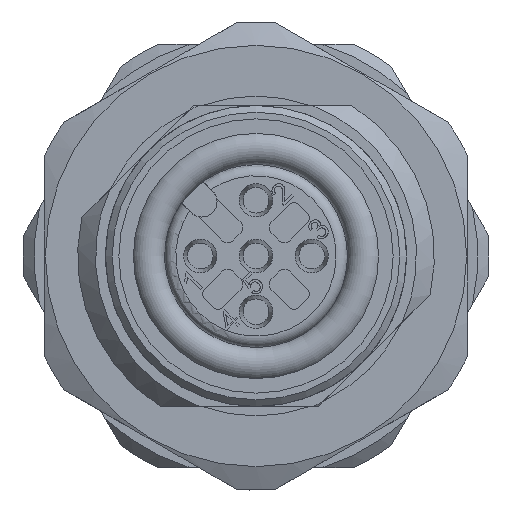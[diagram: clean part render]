
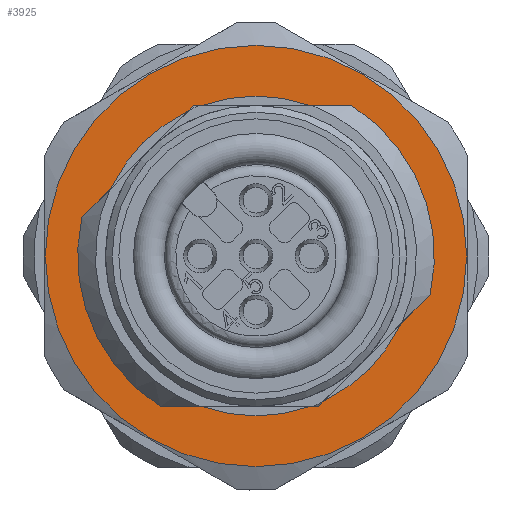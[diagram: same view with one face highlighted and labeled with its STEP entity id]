
A CAD part, left-side view. The second image highlights one B-rep face of the part: STEP entity #3925.
In plain terms, the highlighted planar face has unit normal (-1, 0, 0).
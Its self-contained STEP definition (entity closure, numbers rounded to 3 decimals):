
#427=PLANE('',#4938);
#721=LINE('',#6137,#962);
#728=LINE('',#6150,#969);
#732=LINE('',#6168,#973);
#738=LINE('',#6178,#979);
#802=LINE('',#6600,#1043);
#809=LINE('',#6613,#1050);
#811=LINE('',#6617,#1052);
#817=LINE('',#6627,#1058);
#962=VECTOR('',#5014,1.);
#969=VECTOR('',#5021,1.);
#973=VECTOR('',#5027,1.);
#979=VECTOR('',#5033,1.);
#1043=VECTOR('',#5329,1.);
#1050=VECTOR('',#5336,1.);
#1052=VECTOR('',#5340,1.);
#1058=VECTOR('',#5346,1.);
#1548=EDGE_LOOP('',(#2710));
#1549=EDGE_LOOP('',(#2711,#2712,#2713,#2714,#2715,#2716,#2717,#2718,#2719,
#2720,#2721,#2722,#2723,#2724));
#2710=ORIENTED_EDGE('',*,*,#3417,.F.);
#2711=ORIENTED_EDGE('',*,*,#2849,.F.);
#2712=ORIENTED_EDGE('',*,*,#2868,.F.);
#2713=ORIENTED_EDGE('',*,*,#3418,.F.);
#2714=ORIENTED_EDGE('',*,*,#2862,.F.);
#2715=ORIENTED_EDGE('',*,*,#3024,.F.);
#2716=ORIENTED_EDGE('',*,*,#3049,.T.);
#2717=ORIENTED_EDGE('',*,*,#3419,.F.);
#2718=ORIENTED_EDGE('',*,*,#3043,.T.);
#2719=ORIENTED_EDGE('',*,*,#3041,.T.);
#2720=ORIENTED_EDGE('',*,*,#3420,.F.);
#2721=ORIENTED_EDGE('',*,*,#3034,.T.);
#2722=ORIENTED_EDGE('',*,*,#2843,.F.);
#2723=ORIENTED_EDGE('',*,*,#2856,.F.);
#2724=ORIENTED_EDGE('',*,*,#3421,.F.);
#2843=EDGE_CURVE('',#4124,#4126,#3467,.T.);
#2849=EDGE_CURVE('',#4131,#4132,#721,.T.);
#2856=EDGE_CURVE('',#4137,#4124,#728,.T.);
#2862=EDGE_CURVE('',#4142,#4143,#732,.T.);
#2868=EDGE_CURVE('',#4146,#4131,#738,.T.);
#3024=EDGE_CURVE('',#4261,#4142,#3533,.T.);
#3034=EDGE_CURVE('',#4269,#4126,#802,.T.);
#3041=EDGE_CURVE('',#4275,#4274,#809,.T.);
#3043=EDGE_CURVE('',#4276,#4275,#811,.T.);
#3049=EDGE_CURVE('',#4261,#4279,#817,.T.);
#3417=EDGE_CURVE('',#4530,#4530,#3633,.T.);
#3418=EDGE_CURVE('',#4143,#4146,#3634,.T.);
#3419=EDGE_CURVE('',#4276,#4279,#3635,.T.);
#3420=EDGE_CURVE('',#4269,#4274,#3636,.T.);
#3421=EDGE_CURVE('',#4132,#4137,#3637,.T.);
#3467=CIRCLE('',#4564,8.);
#3533=CIRCLE('',#4664,8.);
#3633=CIRCLE('',#4933,9.45);
#3634=CIRCLE('',#4934,7.172);
#3635=CIRCLE('',#4935,7.172);
#3636=CIRCLE('',#4936,7.172);
#3637=CIRCLE('',#4937,7.172);
#3925=ADVANCED_FACE('',(#4105,#4106),#427,.T.);
#4105=FACE_BOUND('',#1548,.T.);
#4106=FACE_BOUND('',#1549,.T.);
#4124=VERTEX_POINT('',#6121);
#4126=VERTEX_POINT('',#6124);
#4131=VERTEX_POINT('',#6136);
#4132=VERTEX_POINT('',#6138);
#4137=VERTEX_POINT('',#6149);
#4142=VERTEX_POINT('',#6167);
#4143=VERTEX_POINT('',#6169);
#4146=VERTEX_POINT('',#6177);
#4261=VERTEX_POINT('',#6569);
#4269=VERTEX_POINT('',#6601);
#4274=VERTEX_POINT('',#6612);
#4275=VERTEX_POINT('',#6614);
#4276=VERTEX_POINT('',#6618);
#4279=VERTEX_POINT('',#6626);
#4530=VERTEX_POINT('',#8754);
#4564=AXIS2_PLACEMENT_3D('',#6123,#5000,#5001);
#4664=AXIS2_PLACEMENT_3D('',#6570,#5283,#5284);
#4933=AXIS2_PLACEMENT_3D('',#8753,#5988,#5989);
#4934=AXIS2_PLACEMENT_3D('',#8755,#5990,#5991);
#4935=AXIS2_PLACEMENT_3D('',#8756,#5992,#5993);
#4936=AXIS2_PLACEMENT_3D('',#8757,#5994,#5995);
#4937=AXIS2_PLACEMENT_3D('',#8758,#5996,#5997);
#4938=AXIS2_PLACEMENT_3D('',#8759,#5998,#5999);
#5000=DIRECTION('',(-1.,0.,0.));
#5001=DIRECTION('',(0.,0.,1.));
#5014=DIRECTION('',(0.,0.707,-0.707));
#5021=DIRECTION('',(0.,0.707,-0.707));
#5027=DIRECTION('',(0.,1.,0.));
#5033=DIRECTION('',(0.,1.,0.));
#5283=DIRECTION('',(-1.,0.,0.));
#5284=DIRECTION('',(0.,0.,1.));
#5329=DIRECTION('',(0.,1.,0.));
#5336=DIRECTION('',(0.,1.,0.));
#5340=DIRECTION('',(0.,0.707,-0.707));
#5346=DIRECTION('',(0.,0.707,-0.707));
#5988=DIRECTION('',(1.,0.,0.));
#5989=DIRECTION('',(0.,-0.5,0.866));
#5990=DIRECTION('',(-1.,0.,0.));
#5991=DIRECTION('',(0.,0.5,-0.866));
#5992=DIRECTION('',(-1.,0.,0.));
#5993=DIRECTION('',(0.,0.5,-0.866));
#5994=DIRECTION('',(-1.,0.,0.));
#5995=DIRECTION('',(0.,0.5,-0.866));
#5996=DIRECTION('',(-1.,0.,0.));
#5997=DIRECTION('',(0.,0.5,-0.866));
#5998=DIRECTION('',(-1.,0.,0.));
#5999=DIRECTION('',(0.,0.5,-0.866));
#6121=CARTESIAN_POINT('',(9.5,7.809,1.737));
#6123=CARTESIAN_POINT('',(9.5,0.,0.));
#6124=CARTESIAN_POINT('',(9.5,4.294,-6.75));
#6136=CARTESIAN_POINT('',(9.5,2.796,6.75));
#6137=CARTESIAN_POINT('',(9.5,8.835,0.711));
#6138=CARTESIAN_POINT('',(9.5,3.059,6.487));
#6149=CARTESIAN_POINT('',(9.5,6.487,3.059));
#6150=CARTESIAN_POINT('',(9.5,8.835,0.711));
#6167=CARTESIAN_POINT('',(9.5,-4.294,6.75));
#6168=CARTESIAN_POINT('',(9.5,2.796,6.75));
#6169=CARTESIAN_POINT('',(9.5,-2.424,6.75));
#6177=CARTESIAN_POINT('',(9.5,2.424,6.75));
#6178=CARTESIAN_POINT('',(9.5,2.796,6.75));
#6569=CARTESIAN_POINT('',(9.5,-7.809,-1.737));
#6570=CARTESIAN_POINT('',(9.5,0.,0.));
#6600=CARTESIAN_POINT('',(9.5,5.744,-6.75));
#6601=CARTESIAN_POINT('',(9.5,2.424,-6.75));
#6612=CARTESIAN_POINT('',(9.5,-2.424,-6.75));
#6613=CARTESIAN_POINT('',(9.5,5.744,-6.75));
#6614=CARTESIAN_POINT('',(9.5,-2.796,-6.75));
#6617=CARTESIAN_POINT('',(9.5,-2.796,-6.75));
#6618=CARTESIAN_POINT('',(9.5,-3.059,-6.487));
#6626=CARTESIAN_POINT('',(9.5,-6.487,-3.059));
#6627=CARTESIAN_POINT('',(9.5,-2.796,-6.75));
#8753=CARTESIAN_POINT('',(9.5,0.,0.));
#8754=CARTESIAN_POINT('',(9.5,-4.725,8.184));
#8755=CARTESIAN_POINT('',(9.5,0.,0.));
#8756=CARTESIAN_POINT('',(9.5,0.,0.));
#8757=CARTESIAN_POINT('',(9.5,0.,0.));
#8758=CARTESIAN_POINT('',(9.5,0.,0.));
#8759=CARTESIAN_POINT('',(9.5,0.,0.));
